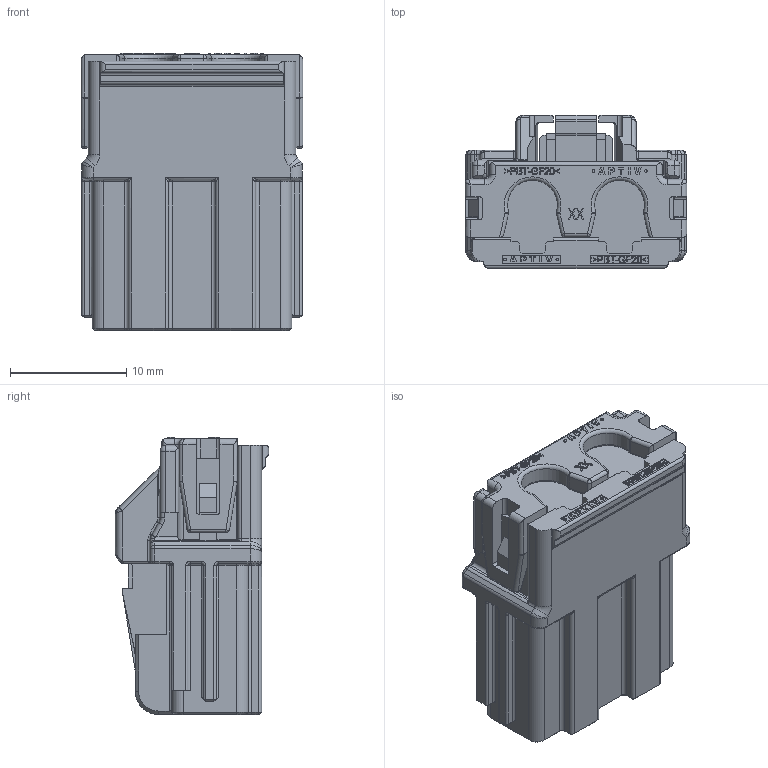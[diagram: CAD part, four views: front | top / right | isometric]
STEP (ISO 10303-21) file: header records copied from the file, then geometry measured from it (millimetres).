
FILE_DESCRIPTION(/* description */ (''),/* implementation_level */ '2;1');
FILE_NAME(/* name */ '35623932-CODE A.stp',/* time_stamp */ '2023-07-20T12:42:23+08:00',/* author */ (''),/* organization */ (''),/* preprocessor_version */ 'ST-DEVELOPER v16',/* originating_system */ 'SIEMENS PLM Software NX 11.0',/* authorisation */ '');
FILE_SCHEMA (('AUTOMOTIVE_DESIGN { 1 0 10303 214 3 1 1 1 }'));
Length unit declared in the file: millimetre
Products named in the file (1): 35623932-CODE A_stp
Bounding box: 19.1 x 13.2 x 23.87 mm (x, y, z)
Volume: 2614.9 mm3; surface area: 2753 mm2
Topology: 1 solids, 2 shells, 1183 faces, 3064 edges, 1889 vertices
Faces by surface type: plane 656, cylinder 283, extrusion 83, bspline 59, torus 44, cone 30, sphere 28
Entity records: 38277 total; most frequent: CARTESIAN_POINT 10094, ORIENTED_EDGE 6036, DIRECTION 5488, EDGE_CURVE 3018, VECTOR 2186, LINE 2103, VERTEX_POINT 1889, AXIS2_PLACEMENT_3D 1651
